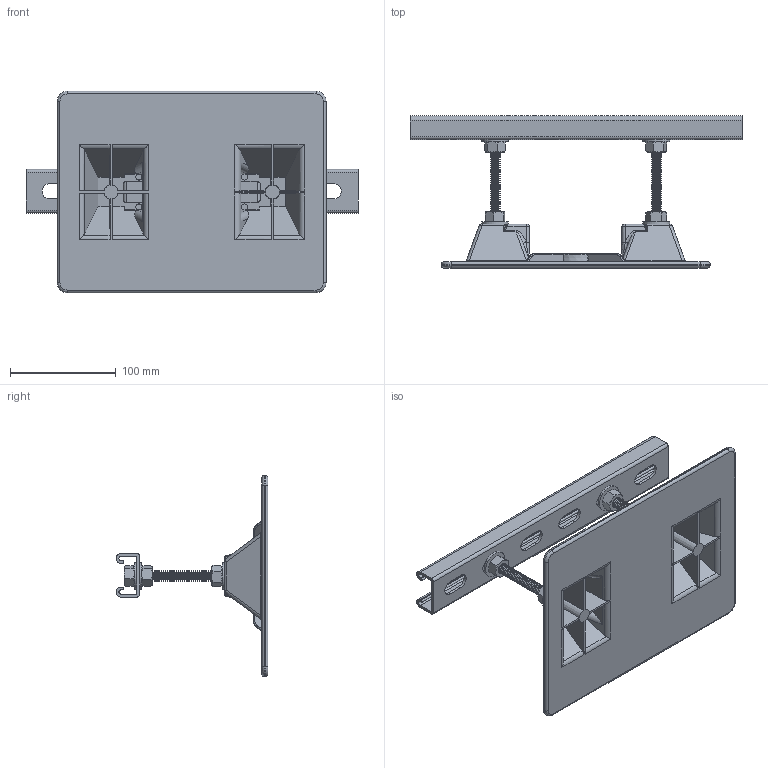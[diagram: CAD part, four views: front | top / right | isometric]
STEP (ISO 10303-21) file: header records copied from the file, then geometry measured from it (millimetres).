
FILE_DESCRIPTION((''),'2;1');
FILE_NAME('2.5-CS-5.stp','2012-11-21T10:04:28',('rdavis'),(''),'Autodesk Inventor 2013','Autodesk Inventor 2013','');
FILE_SCHEMA(('AUTOMOTIVE_DESIGN { 1 0 10303 214 1 1 1 1 }'));
Length unit declared in the file: inch
Products named in the file (6): 2; Flat Washer Type A Wide_AI_FW 0; Hex Nut_AI_HNUT 0; All Thread_ .375 x 5_ or so; P-3300 strut 12 inch; 7.5x10 No Logo
Assembly tree (16 placements, depth 2):
  2
    Flat Washer Type A Wide_AI_FW 0  x6
    Hex Nut_AI_HNUT 0  x6
    All Thread_ .375 x 5_ or so  x2
    P-3300 strut 12 inch
    7.5x10 No Logo
Bounding box: 313.75 x 143.54 x 190.5 mm (x, y, z)
Volume: 404778.9 mm3; surface area: 225931.6 mm2
Topology: 16 solids, 16 shells, 2186 faces, 5748 edges, 3668 vertices
Faces by surface type: plane 946, bspline 442, cone 400, cylinder 365, torus 29, sphere 4
Full cylindrical faces by diameter (mm): 9.347 x6, 9.525 x148, 11.113 x6, 11.125 x6, 12.7 x1, 25.4 x6
Entity records: 72276 total; most frequent: CARTESIAN_POINT 30960, ORIENTED_EDGE 8868, DIRECTION 7150, EDGE_CURVE 4434, VERTEX_POINT 2957, VECTOR 2784, LINE 2784, AXIS2_PLACEMENT_3D 2183
